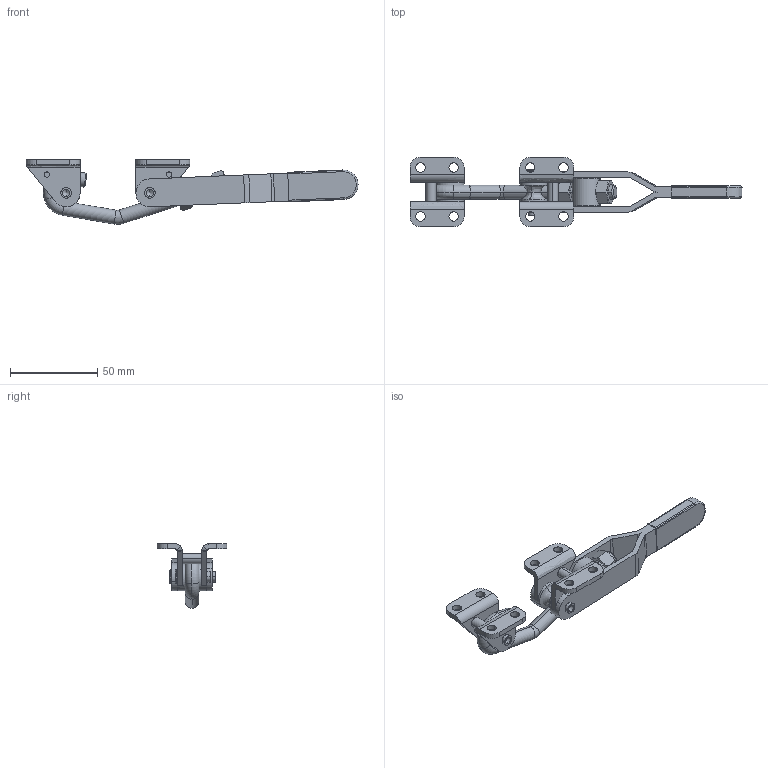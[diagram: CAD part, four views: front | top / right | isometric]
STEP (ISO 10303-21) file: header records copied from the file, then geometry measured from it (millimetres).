
FILE_DESCRIPTION((''),'2;1');
FILE_NAME('405A.0.stp','2005-09-01T11:41:38',('CAD'),(''),'Autodesk Inventor 8','Autodesk Inventor 8','');
FILE_SCHEMA(('AUTOMOTIVE_DESIGN { 1 0 10303 214 1 1 1 1 }'));
Length unit declared in the file: millimetre
Products named in the file (1): Part35
Bounding box: 190.42 x 40.06 x 37.01 mm (x, y, z)
Volume: 37157.9 mm3; surface area: 21769.1 mm2
Topology: 1 solids, 1 shells, 254 faces, 661 edges, 408 vertices
Faces by surface type: cylinder 73, plane 61, bspline 60, cone 48, torus 12
Entity records: 9623 total; most frequent: CARTESIAN_POINT 3498, ORIENTED_EDGE 1318, DIRECTION 1276, EDGE_CURVE 659, AXIS2_PLACEMENT_3D 502, VERTEX_POINT 408, CIRCLE 307, EDGE_LOOP 290
